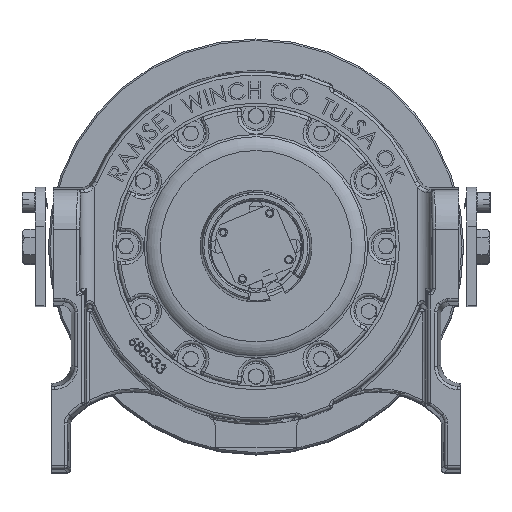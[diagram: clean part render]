
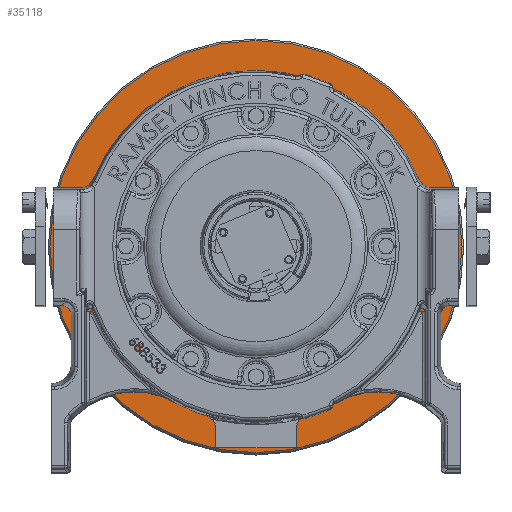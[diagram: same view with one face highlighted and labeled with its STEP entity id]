
A CAD part, top view. The second image highlights one B-rep face of the part: STEP entity #35118.
In plain terms, the highlighted planar face has unit normal (0, 0, 1).
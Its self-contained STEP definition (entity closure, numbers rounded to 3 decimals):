
#2184=FACE_BOUND('',#11662,.T.);
#2185=FACE_BOUND('',#11663,.T.);
#2186=FACE_BOUND('',#11664,.T.);
#2187=FACE_BOUND('',#11665,.T.);
#2188=FACE_BOUND('',#11666,.T.);
#2189=FACE_BOUND('',#11667,.T.);
#2190=FACE_BOUND('',#11668,.T.);
#2191=FACE_BOUND('',#11669,.T.);
#2192=FACE_BOUND('',#11670,.T.);
#2832=PLANE('',#38058);
#9770=FACE_OUTER_BOUND('',#11661,.T.);
#11661=EDGE_LOOP('',(#30899,#30900));
#11662=EDGE_LOOP('',(#30901));
#11663=EDGE_LOOP('',(#30902));
#11664=EDGE_LOOP('',(#30903));
#11665=EDGE_LOOP('',(#30904));
#11666=EDGE_LOOP('',(#30905));
#11667=EDGE_LOOP('',(#30906));
#11668=EDGE_LOOP('',(#30907));
#11669=EDGE_LOOP('',(#30908));
#11670=EDGE_LOOP('',(#30909));
#13254=CIRCLE('',#38056,198.501);
#13255=CIRCLE('',#38057,198.501);
#13256=CIRCLE('',#38059,64.694);
#13257=CIRCLE('',#38060,5.754);
#13258=CIRCLE('',#38061,5.754);
#13259=CIRCLE('',#38062,5.754);
#13260=CIRCLE('',#38063,5.754);
#13261=CIRCLE('',#38064,5.754);
#13262=CIRCLE('',#38065,5.754);
#13263=CIRCLE('',#38066,5.754);
#13264=CIRCLE('',#38067,5.754);
#16786=VERTEX_POINT('',#102027);
#16787=VERTEX_POINT('',#102029);
#16788=VERTEX_POINT('',#102033);
#16789=VERTEX_POINT('',#102035);
#16790=VERTEX_POINT('',#102037);
#16791=VERTEX_POINT('',#102039);
#16792=VERTEX_POINT('',#102041);
#16793=VERTEX_POINT('',#102043);
#16794=VERTEX_POINT('',#102045);
#16795=VERTEX_POINT('',#102047);
#16796=VERTEX_POINT('',#102049);
#22095=EDGE_CURVE('',#16787,#16786,#13254,.T.);
#22096=EDGE_CURVE('',#16786,#16787,#13255,.T.);
#22097=EDGE_CURVE('',#16788,#16788,#13256,.T.);
#22098=EDGE_CURVE('',#16789,#16789,#13257,.T.);
#22099=EDGE_CURVE('',#16790,#16790,#13258,.T.);
#22100=EDGE_CURVE('',#16791,#16791,#13259,.T.);
#22101=EDGE_CURVE('',#16792,#16792,#13260,.T.);
#22102=EDGE_CURVE('',#16793,#16793,#13261,.T.);
#22103=EDGE_CURVE('',#16794,#16794,#13262,.T.);
#22104=EDGE_CURVE('',#16795,#16795,#13263,.T.);
#22105=EDGE_CURVE('',#16796,#16796,#13264,.T.);
#30899=ORIENTED_EDGE('',*,*,#22095,.T.);
#30900=ORIENTED_EDGE('',*,*,#22096,.T.);
#30901=ORIENTED_EDGE('',*,*,#22097,.T.);
#30902=ORIENTED_EDGE('',*,*,#22098,.F.);
#30903=ORIENTED_EDGE('',*,*,#22099,.F.);
#30904=ORIENTED_EDGE('',*,*,#22100,.F.);
#30905=ORIENTED_EDGE('',*,*,#22101,.F.);
#30906=ORIENTED_EDGE('',*,*,#22102,.F.);
#30907=ORIENTED_EDGE('',*,*,#22103,.F.);
#30908=ORIENTED_EDGE('',*,*,#22104,.F.);
#30909=ORIENTED_EDGE('',*,*,#22105,.F.);
#35118=ADVANCED_FACE('',(#9770,#2184,#2185,#2186,#2187,#2188,#2189,#2190,
#2191,#2192),#2832,.F.);
#38056=AXIS2_PLACEMENT_3D('',#102030,#45923,#45924);
#38057=AXIS2_PLACEMENT_3D('',#102031,#45925,#45926);
#38058=AXIS2_PLACEMENT_3D('',#102032,#45927,#45928);
#38059=AXIS2_PLACEMENT_3D('',#102034,#45929,#45930);
#38060=AXIS2_PLACEMENT_3D('',#102036,#45931,#45932);
#38061=AXIS2_PLACEMENT_3D('',#102038,#45933,#45934);
#38062=AXIS2_PLACEMENT_3D('',#102040,#45935,#45936);
#38063=AXIS2_PLACEMENT_3D('',#102042,#45937,#45938);
#38064=AXIS2_PLACEMENT_3D('',#102044,#45939,#45940);
#38065=AXIS2_PLACEMENT_3D('',#102046,#45941,#45942);
#38066=AXIS2_PLACEMENT_3D('',#102048,#45943,#45944);
#38067=AXIS2_PLACEMENT_3D('',#102050,#45945,#45946);
#45923=DIRECTION('center_axis',(0.,0.,
1.));
#45924=DIRECTION('ref_axis',(-1.,0.,0.));
#45925=DIRECTION('center_axis',(0.,0.,
1.));
#45926=DIRECTION('ref_axis',(-1.,0.,0.));
#45927=DIRECTION('center_axis',(0.,0.,
-1.));
#45928=DIRECTION('ref_axis',(-1.,0.,0.));
#45929=DIRECTION('center_axis',(0.,0.,
-1.));
#45930=DIRECTION('ref_axis',(-1.,0.,0.));
#45931=DIRECTION('center_axis',(0.,0.,
1.));
#45932=DIRECTION('ref_axis',(1.,0.,0.));
#45933=DIRECTION('center_axis',(0.,0.,
1.));
#45934=DIRECTION('ref_axis',(1.,0.,0.));
#45935=DIRECTION('center_axis',(0.,0.,
1.));
#45936=DIRECTION('ref_axis',(1.,0.,0.));
#45937=DIRECTION('center_axis',(0.,0.,
1.));
#45938=DIRECTION('ref_axis',(1.,0.,0.));
#45939=DIRECTION('center_axis',(0.,0.,
1.));
#45940=DIRECTION('ref_axis',(1.,0.,0.));
#45941=DIRECTION('center_axis',(0.,0.,
1.));
#45942=DIRECTION('ref_axis',(1.,0.,0.));
#45943=DIRECTION('center_axis',(0.,0.,
1.));
#45944=DIRECTION('ref_axis',(1.,0.,0.));
#45945=DIRECTION('center_axis',(0.,0.,
1.));
#45946=DIRECTION('ref_axis',(1.,0.,0.));
#102027=CARTESIAN_POINT('',(198.501,216.713,-53.238));
#102029=CARTESIAN_POINT('',(-198.501,216.713,-53.238));
#102030=CARTESIAN_POINT('Origin',(0.,216.713,-53.238));
#102031=CARTESIAN_POINT('Origin',(0.,216.713,-53.238));
#102032=CARTESIAN_POINT('Origin',(0.,216.713,-53.238));
#102033=CARTESIAN_POINT('',(64.694,216.713,-53.238));
#102034=CARTESIAN_POINT('Origin',(0.,216.713,-53.238));
#102035=CARTESIAN_POINT('',(-88.304,216.713,-53.238));
#102036=CARTESIAN_POINT('Origin',(-82.55,216.713,-53.238));
#102037=CARTESIAN_POINT('',(-64.126,158.341,-53.238));
#102038=CARTESIAN_POINT('Origin',(-58.372,158.341,-53.238));
#102039=CARTESIAN_POINT('',(-5.754,134.163,-53.238));
#102040=CARTESIAN_POINT('Origin',(0.,134.163,-53.238));
#102041=CARTESIAN_POINT('',(52.617,158.341,-53.238));
#102042=CARTESIAN_POINT('Origin',(58.372,158.341,-53.238));
#102043=CARTESIAN_POINT('',(76.796,216.713,-53.238));
#102044=CARTESIAN_POINT('Origin',(82.55,216.713,-53.238));
#102045=CARTESIAN_POINT('',(52.617,275.084,-53.238));
#102046=CARTESIAN_POINT('Origin',(58.372,275.084,-53.238));
#102047=CARTESIAN_POINT('',(-5.754,299.263,-53.238));
#102048=CARTESIAN_POINT('Origin',(0.,299.263,-53.238));
#102049=CARTESIAN_POINT('',(-64.126,275.084,-53.238));
#102050=CARTESIAN_POINT('Origin',(-58.372,275.084,-53.238));
